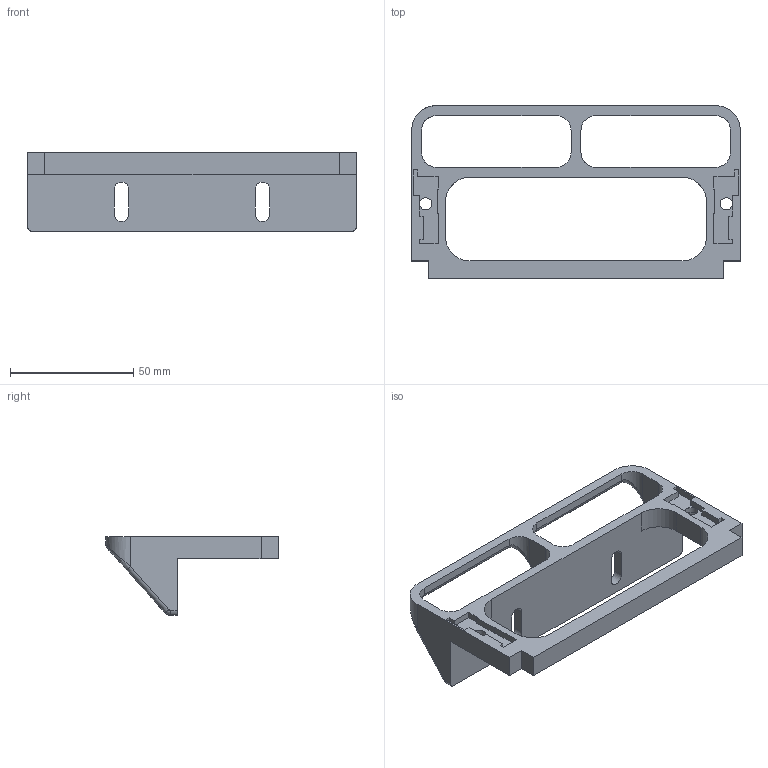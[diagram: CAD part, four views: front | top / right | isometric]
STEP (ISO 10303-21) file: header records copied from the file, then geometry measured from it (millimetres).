
FILE_DESCRIPTION(/* description */ (''),/* implementation_level */ '2;1');
FILE_NAME(/* name */ 'rail_mount.stp',/* time_stamp */ '2017-10-31T18:35:55+01:00',/* author */ ('suku'),/* organization */ (''),/* preprocessor_version */ 'ST-DEVELOPER v16.1',/* originating_system */ 'Autodesk Inventor 2016',/* authorisation */ '');
FILE_SCHEMA (('AUTOMOTIVE_DESIGN { 1 0 10303 214 3 1 1 }'));
Length unit declared in the file: millimetre
Products named in the file (1): rail_mount
Bounding box: 133.35 x 70 x 32 mm (x, y, z)
Volume: 39732.8 mm3; surface area: 21750.8 mm2
Topology: 1 solids, 1 shells, 120 faces, 320 edges, 201 vertices
Faces by surface type: plane 67, cylinder 33, bspline 16, torus 4
Full cylindrical faces by diameter (mm): 5 x2, 9.5 x2
Entity records: 4139 total; most frequent: CARTESIAN_POINT 1112, ORIENTED_EDGE 630, DIRECTION 615, EDGE_CURVE 315, LINE 209, VECTOR 209, AXIS2_PLACEMENT_3D 203, VERTEX_POINT 200
